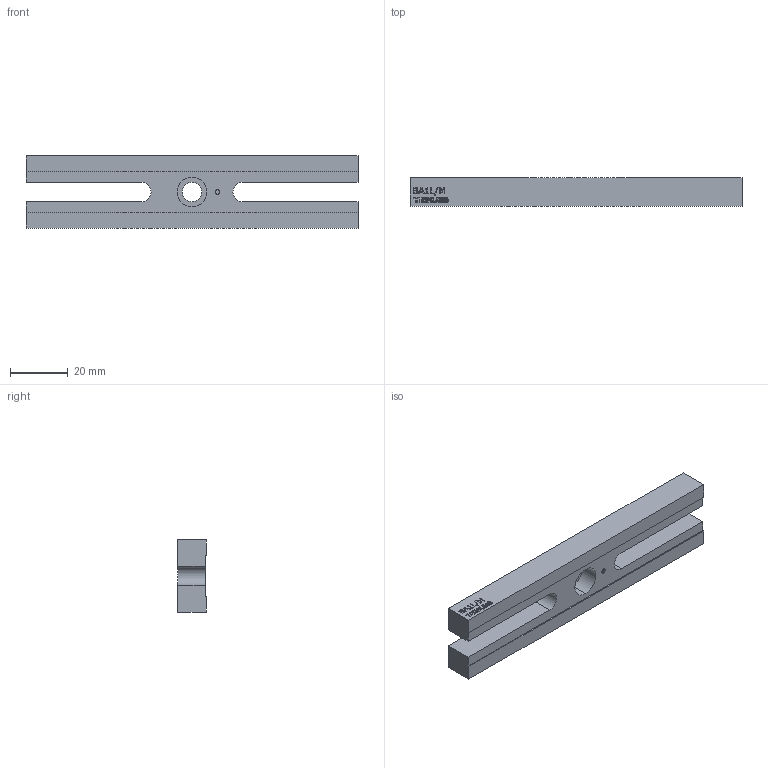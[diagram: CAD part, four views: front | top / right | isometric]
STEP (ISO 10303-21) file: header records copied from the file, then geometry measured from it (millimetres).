
FILE_DESCRIPTION (( 'STEP AP214' ), '1' );
FILE_NAME ('TTN011137-E0W.STEP', '2013-04-11T13:08:45', ( 'Admin' ), ( 'Thorlabs, Inc.' ), 'SwSTEP 2.0', 'SolidWorks 2012', '' );
FILE_SCHEMA (( 'AUTOMOTIVE_DESIGN' ));
Length unit declared in the file: millimetre
Products named in the file (1): TTN011137-E0W
Bounding box: 115 x 10 x 25 mm (x, y, z)
Volume: 21951.1 mm3; surface area: 9299.3 mm2
Topology: 1 solids, 1 shells, 257 faces, 687 edges, 458 vertices
Faces by surface type: plane 174, bspline 75, cylinder 8
Entity records: 11660 total; most frequent: CARTESIAN_POINT 2866, ORIENTED_EDGE 1374, DIRECTION 919, EDGE_CURVE 687, VECTOR 521, LINE 521, VERTEX_POINT 458, EDGE_LOOP 285
